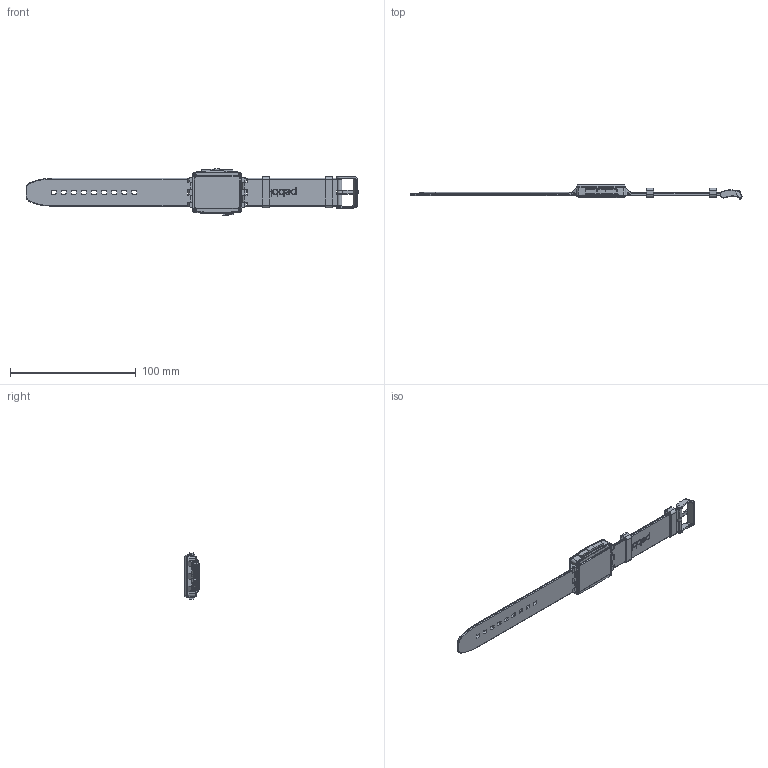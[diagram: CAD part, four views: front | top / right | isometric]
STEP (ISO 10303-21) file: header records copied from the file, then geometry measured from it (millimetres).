
FILE_DESCRIPTION (( 'STEP AP214' ), '1' );
FILE_NAME ('PebbleSteelSolidModel.STEP', '2014-01-24T06:14:35', ( '' ), ( '' ), 'SwSTEP 2.0', 'SolidWorks 2013', '' );
FILE_SCHEMA (( 'AUTOMOTIVE_DESIGN' ));
Length unit declared in the file: millimetre
Products named in the file (1): PebbleSteelSolidModel
Bounding box: 263.66 x 11.33 x 36.77 mm (x, y, z)
Volume: 25097.2 mm3; surface area: 20038.8 mm2
Topology: 10 solids, 15 shells, 1867 faces, 5048 edges, 3273 vertices
Faces by surface type: cylinder 497, plane 462, torus 381, bspline 380, cone 141, sphere 6
Entity records: 100357 total; most frequent: CARTESIAN_POINT 37760, ORIENTED_EDGE 10060, DIRECTION 7046, EDGE_CURVE 5030, VERTEX_POINT 3271, AXIS2_PLACEMENT_3D 2708, EDGE_LOOP 2129, B_SPLINE_CURVE_WITH_KNOTS 1977
